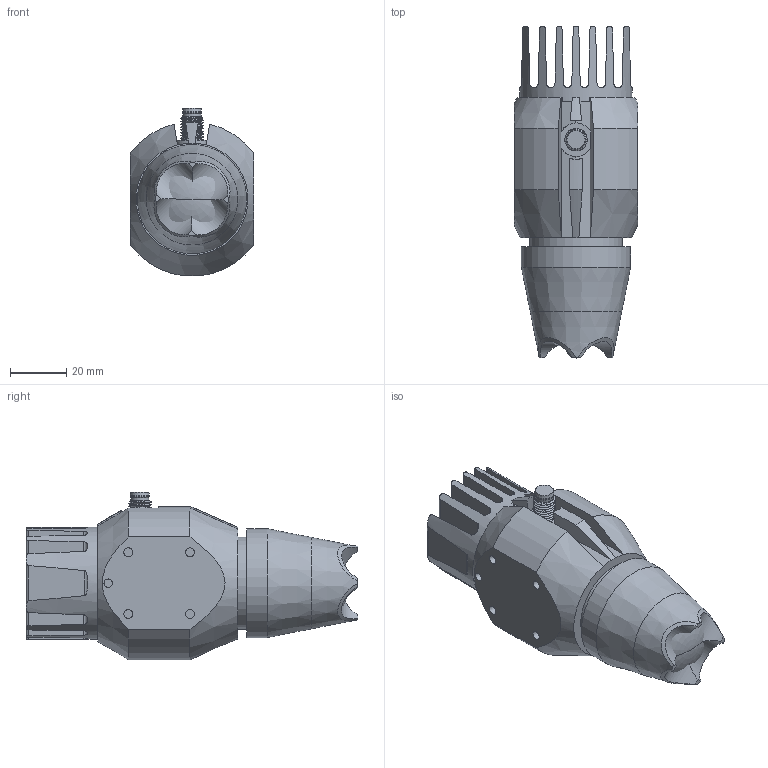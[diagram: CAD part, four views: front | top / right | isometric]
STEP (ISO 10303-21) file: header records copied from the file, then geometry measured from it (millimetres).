
FILE_DESCRIPTION(/* description */ ('evotronLIGHT Ringlicht R-50x24-P-S','CAx-IF Rec.Pracs.---Representation and Presentation of Product Manufacturing Information (PMI)---4.0---2014-10-13'),/* implementation_level */ '2;1');
FILE_NAME(/* name */'TC-23xINF-T-CLR-P-S.stp',/* time_stamp */ '2022-07-05T15:04:20+02:00',/* author */ ('S. Ludwig'),/* organization */ ('evotron GmbH & Co. KG Pfuetschbergstrasse 16 98527 Suhl'),/* preprocessor_version */ 'ST-DEVELOPER v18.1',/* authorisation */ '');
FILE_SCHEMA (('AUTOMOTIVE_DESIGN { 1 0 10303 214 3 1 1 }'));
Length unit declared in the file: millimetre
Products named in the file (1): TC-10x38-xxxx-N-CLR-P-S_Vereinfachen_2
Bounding box: 44 x 118.45 x 59.9 mm (x, y, z)
Volume: 145610.8 mm3; surface area: 28872.8 mm2
Topology: 1 solids, 8 shells, 197 faces, 564 edges, 383 vertices
Faces by surface type: plane 113, cylinder 56, bspline 15, cone 13
Full cylindrical faces by diameter (mm): 3 x2, 3.242 x8, 6.5 x1, 6.9 x1, 8 x7, 33 x1, 39 x1, 40 x1
Entity records: 13740 total; most frequent: CARTESIAN_POINT 8510, ORIENTED_EDGE 1098, DIRECTION 928, EDGE_CURVE 558, VERTEX_POINT 383, AXIS2_PLACEMENT_3D 310, LINE 308, VECTOR 308
